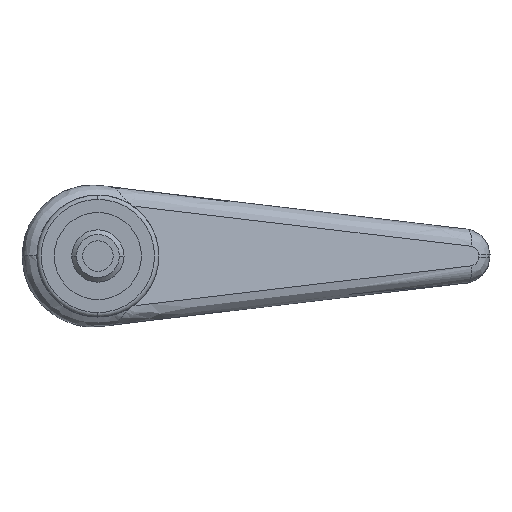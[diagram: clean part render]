
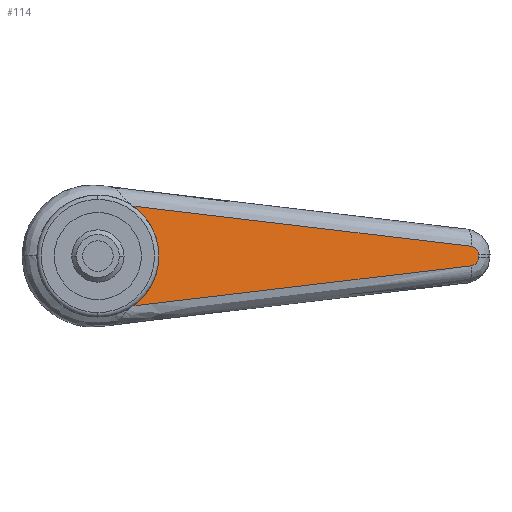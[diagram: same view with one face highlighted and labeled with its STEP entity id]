
A CAD part, front view. The second image highlights one B-rep face of the part: STEP entity #114.
In plain terms, the highlighted planar face has unit normal (0.342, -0.94, 0).
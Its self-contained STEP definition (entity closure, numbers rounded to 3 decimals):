
#114=ADVANCED_FACE('',(#268),#269,.F.);
#268=FACE_OUTER_BOUND('',#533,.T.);
#269=PLANE('',#534);
#533=EDGE_LOOP('',(#1099,#1100,#1101,#1102,#1103,#1104,#1105,#1106,#1107));
#534=AXIS2_PLACEMENT_3D('',#1108,#1109,#1110);
#1099=ORIENTED_EDGE('',*,*,#1512,.T.);
#1100=ORIENTED_EDGE('',*,*,#1469,.T.);
#1101=ORIENTED_EDGE('',*,*,#1503,.T.);
#1102=ORIENTED_EDGE('',*,*,#1513,.F.);
#1103=ORIENTED_EDGE('',*,*,#1514,.F.);
#1104=ORIENTED_EDGE('',*,*,#1515,.F.);
#1105=ORIENTED_EDGE('',*,*,#1516,.F.);
#1106=ORIENTED_EDGE('',*,*,#1517,.F.);
#1107=ORIENTED_EDGE('',*,*,#1518,.F.);
#1108=CARTESIAN_POINT('',(8.013,16.916,0.0));
#1109=DIRECTION('',(-0.342,0.94,0.0));
#1110=DIRECTION('',(0.0,0.0,1.0));
#1469=EDGE_CURVE('',#1681,#1678,#1682,.T.);
#1503=EDGE_CURVE('',#1678,#1730,#1732,.T.);
#1512=EDGE_CURVE('',#1743,#1681,#1744,.T.);
#1513=EDGE_CURVE('',#1745,#1730,#1746,.T.);
#1514=EDGE_CURVE('',#1747,#1745,#1748,.T.);
#1515=EDGE_CURVE('',#1749,#1747,#1750,.T.);
#1516=EDGE_CURVE('',#1751,#1749,#1752,.T.);
#1517=EDGE_CURVE('',#1753,#1751,#1754,.T.);
#1518=EDGE_CURVE('',#1743,#1753,#1755,.T.);
#1678=VERTEX_POINT('',#2019);
#1681=VERTEX_POINT('',#2023);
#1682=ELLIPSE('',#2024,7.449,7.);
#1730=VERTEX_POINT('',#2077);
#1732=ELLIPSE('',#2079,7.449,7.);
#1743=VERTEX_POINT('',#2154);
#1744=B_SPLINE_CURVE_WITH_KNOTS('',3,(#2155,#2156,#2157,#2158),.UNSPECIFIED.,.F.,.F.,(4,4),(3.94,4.157),.UNSPECIFIED.);
#1745=VERTEX_POINT('',#2159);
#1746=B_SPLINE_CURVE_WITH_KNOTS('',3,(#2160,#2161,#2162,#2163),.UNSPECIFIED.,.F.,.F.,(4,4),(3.94,4.157),.UNSPECIFIED.);
#1747=VERTEX_POINT('',#2164);
#1748=B_SPLINE_CURVE_WITH_KNOTS('',3,(#2165,#2166,#2167,#2168),.UNSPECIFIED.,.F.,.F.,(4,4),(0.0,3.94),.UNSPECIFIED.);
#1749=VERTEX_POINT('',#2169);
#1750=ELLIPSE('',#2170,1.005,1.);
#1751=VERTEX_POINT('',#2171);
#1752=LINE('',#2172,#2173);
#1753=VERTEX_POINT('',#2174);
#1754=ELLIPSE('',#2175,1.005,1.);
#1755=B_SPLINE_CURVE_WITH_KNOTS('',3,(#2176,#2177,#2178,#2179),.UNSPECIFIED.,.F.,.F.,(4,4),(-3.94,0.),.UNSPECIFIED.);
#2019=CARTESIAN_POINT('',(7.0,16.548,0.));
#2023=CARTESIAN_POINT('',(4.019,15.463,5.731));
#2024=AXIS2_PLACEMENT_3D('',#2512,#2513,#2514);
#2077=CARTESIAN_POINT('',(4.019,15.463,-5.731));
#2079=AXIS2_PLACEMENT_3D('',#2577,#2578,#2579);
#2154=CARTESIAN_POINT('',(6.046,16.201,5.487));
#2155=CARTESIAN_POINT('',(6.046,16.201,5.487));
#2156=CARTESIAN_POINT('',(5.371,15.955,5.568));
#2157=CARTESIAN_POINT('',(4.695,15.709,5.649));
#2158=CARTESIAN_POINT('',(4.019,15.463,5.731));
#2159=CARTESIAN_POINT('',(6.046,16.201,-5.487));
#2160=CARTESIAN_POINT('',(6.046,16.201,-5.487));
#2161=CARTESIAN_POINT('',(5.371,15.955,-5.568));
#2162=CARTESIAN_POINT('',(4.695,15.709,-5.649));
#2163=CARTESIAN_POINT('',(4.019,15.463,-5.731));
#2164=CARTESIAN_POINT('',(42.846,29.595,-1.12));
#2165=CARTESIAN_POINT('',(42.846,29.595,-1.12));
#2166=CARTESIAN_POINT('',(30.576,25.129,-2.541));
#2167=CARTESIAN_POINT('',(18.31,20.664,-4.008));
#2168=CARTESIAN_POINT('',(6.046,16.201,-5.487));
#2169=CARTESIAN_POINT('',(43.684,29.9,-0.121));
#2170=AXIS2_PLACEMENT_3D('',#2584,#2585,#2586);
#2171=CARTESIAN_POINT('',(43.684,29.9,0.121));
#2172=CARTESIAN_POINT('',(43.684,29.9,0.));
#2173=VECTOR('',#2587,10.0);
#2174=CARTESIAN_POINT('',(42.846,29.595,1.12));
#2175=AXIS2_PLACEMENT_3D('',#2588,#2589,#2590);
#2176=CARTESIAN_POINT('',(6.046,16.201,5.487));
#2177=CARTESIAN_POINT('',(18.31,20.664,4.008));
#2178=CARTESIAN_POINT('',(30.576,25.129,2.541));
#2179=CARTESIAN_POINT('',(42.846,29.595,1.12));
#2512=CARTESIAN_POINT('',(0.,14.0,0.0));
#2513=DIRECTION('',(-0.342,0.94,0.0));
#2514=DIRECTION('',(0.94,0.342,0.0));
#2577=CARTESIAN_POINT('',(0.,14.0,0.0));
#2578=DIRECTION('',(-0.342,0.94,0.0));
#2579=DIRECTION('',(0.94,0.342,0.0));
#2584=CARTESIAN_POINT('',(42.744,29.558,-0.121));
#2585=DIRECTION('',(-0.342,0.94,0.));
#2586=DIRECTION('',(0.,0.,1.));
#2587=DIRECTION('',(0.,0.,-1.0));
#2588=CARTESIAN_POINT('',(42.744,29.558,0.121));
#2589=DIRECTION('',(-0.342,0.94,0.));
#2590=DIRECTION('',(0.,0.,1.));
